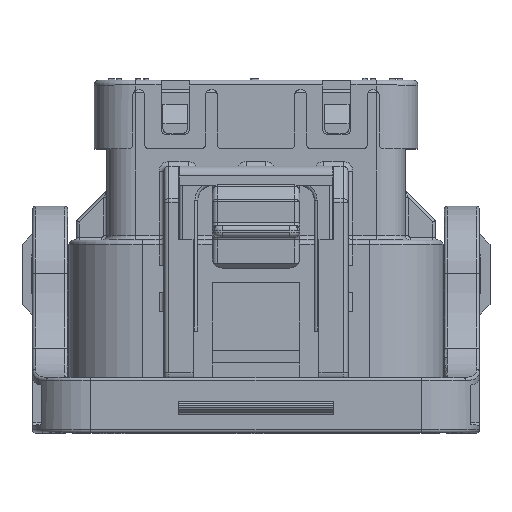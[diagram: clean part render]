
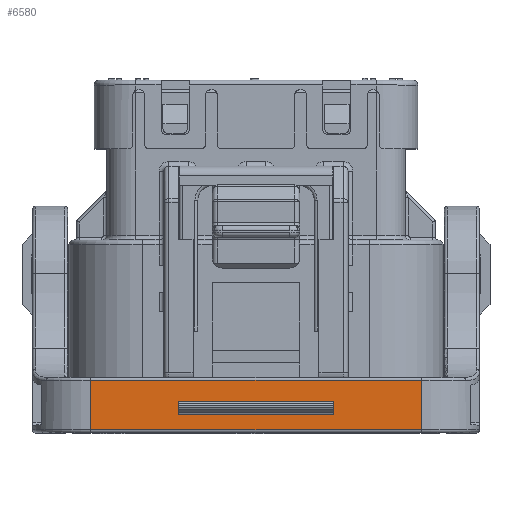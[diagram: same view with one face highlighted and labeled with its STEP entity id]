
A CAD part, top view. The second image highlights one B-rep face of the part: STEP entity #6580.
In plain terms, the highlighted planar face has unit normal (0, 0, 1).
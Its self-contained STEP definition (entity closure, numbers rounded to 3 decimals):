
#305 = DIRECTION ( 'NONE',  ( 0., -1., 0. ) ) ;
#2938 = CARTESIAN_POINT ( 'NONE',  ( -8., -19.4, 1.692 ) ) ;
#6580 = ADVANCED_FACE ( 'NONE', ( #133272, #129579 ), #42135, .T. ) ;
#7595 = DIRECTION ( 'NONE',  ( 1., 0., 0. ) ) ;
#9105 = DIRECTION ( 'NONE',  ( 0., 1., 0. ) ) ;
#10728 = ORIENTED_EDGE ( 'NONE', *, *, #144972, .T. ) ;
#11998 = CARTESIAN_POINT ( 'NONE',  ( 8., -18.2, 1.692 ) ) ;
#12646 = VECTOR ( 'NONE', #55560, 1000. ) ;
#13744 = CARTESIAN_POINT ( 'NONE',  ( 17.05, -16., 1.692 ) ) ;
#17429 = EDGE_CURVE ( 'NONE', #61762, #51369, #85596, .T. ) ;
#18409 = CARTESIAN_POINT ( 'NONE',  ( 0., -19.4, 1.692 ) ) ;
#18786 = VECTOR ( 'NONE', #305, 1000. ) ;
#23624 = CARTESIAN_POINT ( 'NONE',  ( -8., -19.515, 1.692 ) ) ;
#23884 = DIRECTION ( 'NONE',  ( 1., 0., 0. ) ) ;
#26355 = ORIENTED_EDGE ( 'NONE', *, *, #77166, .T. ) ;
#32894 = CARTESIAN_POINT ( 'NONE',  ( 8., -18.2, 1.692 ) ) ;
#34143 = VERTEX_POINT ( 'NONE', #92244 ) ;
#35466 = AXIS2_PLACEMENT_3D ( 'NONE', #18409, #102540, #7595 ) ;
#35870 = CARTESIAN_POINT ( 'NONE',  ( -17.05, 2., 1.692 ) ) ;
#36793 = CARTESIAN_POINT ( 'NONE',  ( 17.05, -21.1, 1.692 ) ) ;
#39359 = EDGE_CURVE ( 'NONE', #151429, #51369, #77001, .T. ) ;
#41376 = ORIENTED_EDGE ( 'NONE', *, *, #145291, .T. ) ;
#42135 = PLANE ( 'NONE',  #35466 ) ;
#44018 = LINE ( 'NONE', #150002, #12646 ) ;
#44168 = CARTESIAN_POINT ( 'NONE',  ( 17.05, -21.4, 1.692 ) ) ;
#49782 = DIRECTION ( 'NONE',  ( 0., 1., 0. ) ) ;
#51161 = VECTOR ( 'NONE', #123648, 1000. ) ;
#51369 = VERTEX_POINT ( 'NONE', #11998 ) ;
#55560 = DIRECTION ( 'NONE',  ( -1., 0., 0. ) ) ;
#58648 = EDGE_CURVE ( 'NONE', #85396, #63128, #152245, .T. ) ;
#61762 = VERTEX_POINT ( 'NONE', #124232 ) ;
#62200 = ORIENTED_EDGE ( 'NONE', *, *, #17429, .T. ) ;
#63128 = VERTEX_POINT ( 'NONE', #13744 ) ;
#63277 = VECTOR ( 'NONE', #139490, 1000. ) ;
#72025 = VECTOR ( 'NONE', #9105, 1000. ) ;
#77001 = LINE ( 'NONE', #90500, #51161 ) ;
#77166 = EDGE_CURVE ( 'NONE', #151429, #81914, #44018, .T. ) ;
#81914 = VERTEX_POINT ( 'NONE', #23624 ) ;
#82385 = LINE ( 'NONE', #36793, #119347 ) ;
#85396 = VERTEX_POINT ( 'NONE', #110627 ) ;
#85596 = LINE ( 'NONE', #32894, #113334 ) ;
#88656 = EDGE_CURVE ( 'NONE', #63128, #109521, #90965, .T. ) ;
#90500 = CARTESIAN_POINT ( 'NONE',  ( 8., -19.4, 1.692 ) ) ;
#90965 = LINE ( 'NONE', #137504, #63277 ) ;
#92244 = CARTESIAN_POINT ( 'NONE',  ( -17.05, -21.1, 1.692 ) ) ;
#95575 = ORIENTED_EDGE ( 'NONE', *, *, #133527, .T. ) ;
#96060 = CARTESIAN_POINT ( 'NONE',  ( 8., -19.515, 1.692 ) ) ;
#102540 = DIRECTION ( 'NONE',  ( 0., 0., 1. ) ) ;
#109521 = VERTEX_POINT ( 'NONE', #120940 ) ;
#110465 = EDGE_LOOP ( 'NONE', ( #62200, #145646, #26355, #10728 ) ) ;
#110627 = CARTESIAN_POINT ( 'NONE',  ( 17.05, -21.1, 1.692 ) ) ;
#111077 = LINE ( 'NONE', #35870, #18786 ) ;
#113334 = VECTOR ( 'NONE', #128410, 1000. ) ;
#118117 = EDGE_LOOP ( 'NONE', ( #129378, #146646, #95575, #41376 ) ) ;
#119347 = VECTOR ( 'NONE', #23884, 1000. ) ;
#120940 = CARTESIAN_POINT ( 'NONE',  ( -17.05, -16., 1.692 ) ) ;
#123648 = DIRECTION ( 'NONE',  ( 0., 1., 0. ) ) ;
#124232 = CARTESIAN_POINT ( 'NONE',  ( -8., -18.2, 1.692 ) ) ;
#128410 = DIRECTION ( 'NONE',  ( 1., 0., 0. ) ) ;
#129378 = ORIENTED_EDGE ( 'NONE', *, *, #58648, .T. ) ;
#129579 = FACE_BOUND ( 'NONE', #110465, .T. ) ;
#133272 = FACE_OUTER_BOUND ( 'NONE', #118117, .T. ) ;
#133527 = EDGE_CURVE ( 'NONE', #109521, #34143, #111077, .T. ) ;
#137504 = CARTESIAN_POINT ( 'NONE',  ( 0., -16., 1.692 ) ) ;
#139490 = DIRECTION ( 'NONE',  ( -1., 0., 0. ) ) ;
#143271 = LINE ( 'NONE', #2938, #146952 ) ;
#144972 = EDGE_CURVE ( 'NONE', #81914, #61762, #143271, .T. ) ;
#145291 = EDGE_CURVE ( 'NONE', #34143, #85396, #82385, .T. ) ;
#145646 = ORIENTED_EDGE ( 'NONE', *, *, #39359, .F. ) ;
#146646 = ORIENTED_EDGE ( 'NONE', *, *, #88656, .T. ) ;
#146952 = VECTOR ( 'NONE', #49782, 1000. ) ;
#150002 = CARTESIAN_POINT ( 'NONE',  ( 0., -19.515, 1.692 ) ) ;
#151429 = VERTEX_POINT ( 'NONE', #96060 ) ;
#152245 = LINE ( 'NONE', #44168, #72025 ) ;
